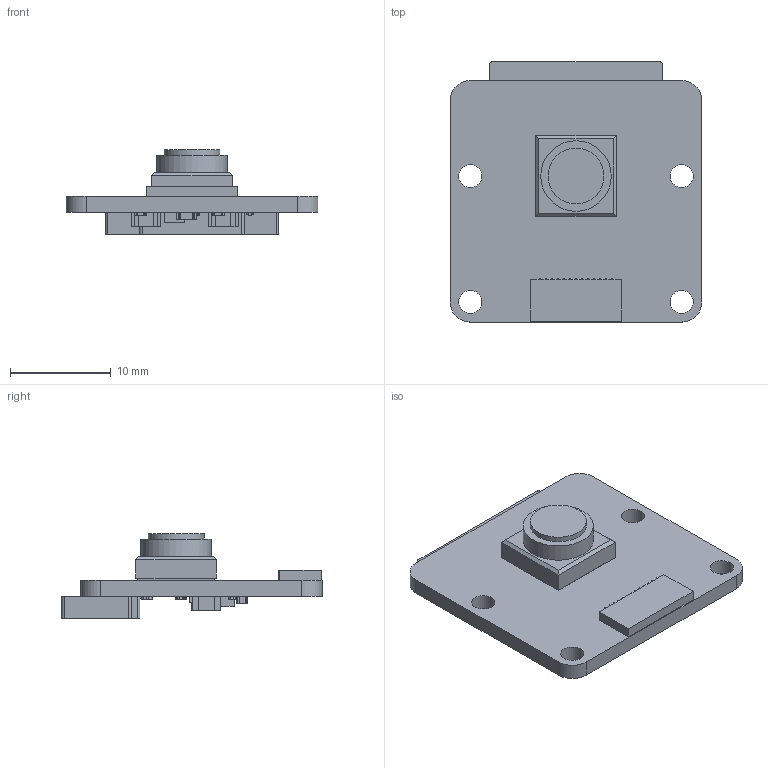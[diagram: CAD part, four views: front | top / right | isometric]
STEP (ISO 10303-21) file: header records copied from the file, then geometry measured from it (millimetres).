
FILE_DESCRIPTION(('FreeCAD Model'),'2;1');
FILE_NAME( 'CXD5602PWBCAM1_20220419.stp', '2022-04-19T16:02:55',('Author'),(''), 'Open CASCADE STEP processor 7.0','FreeCAD','Unknown');
FILE_SCHEMA(('AUTOMOTIVE_DESIGN { 1 0 10303 214 1 1 1 1 }'));
Length unit declared in the file: millimetre
Products named in the file (55): ASSEMBLY; 148275521-std_001; 124072191-std_005; 124067991-std_004; 111877311-std_002; 184476711-std_001; 111877311-std_004; 672076001-std_001; 124072191-std_004; 124072191-std_006; 124067991-std_001; 124067991-std_003; SOLID; 20191003_camera_lens_001; 124067991-std_002; 124072191-std_008; 111817311-std_001; COMPOUND; 672425501-std_001; 111817311-std_003; 672318801-std_001; 124072191-std_001; 124072191-std_003; 124072191-std_007; 111877311-std_003; 111817311-std_002; 111877311-std_001; 111817311-std_004; 148278211-std_001; 124072191-std_002; 111816811-std_002; 111816811-std_004; 111816811-std_005; 111816811-std_008; 111816811-std_010; 111816811-std_012; 111816811-std_003; 111816811-std_006; 111816811-std_001; 111816811-std_007 ...
Assembly tree (54 placements, depth 2):
  ASSEMBLY
    148275521-std_001
    124072191-std_005
    124067991-std_004
    111877311-std_002
    184476711-std_001
    111877311-std_004
    672076001-std_001
    124072191-std_004
    124072191-std_006
    124067991-std_001
    124067991-std_003
    SOLID
    20191003_camera_lens_001
    124067991-std_002
    124072191-std_008
    111817311-std_001
    COMPOUND
    672425501-std_001
    111817311-std_003
    672318801-std_001
    124072191-std_001
    124072191-std_003
    124072191-std_007
    111877311-std_003
    111817311-std_002
    111877311-std_001
    111817311-std_004
    148278211-std_001
    124072191-std_002
    111816811-std_002
    111816811-std_004
    111816811-std_005
    111816811-std_008
    111816811-std_010
    111816811-std_012
    111816811-std_003
    111816811-std_006
    111816811-std_001
    111816811-std_007
    111816811-std_009
    111816811-std_011
    111816811-std_013
    111816811-std_014
    111816811-std_015
    111816811-std_016
    111816811-std_017
    111816811-std_018
    111898411-std_004
    111898411-std_001
    111816811-std_019
    111816811-std_020
    111898411-std_002
    111898411-std_003
    COMPOUND006
Bounding box: 25 x 25.85 x 8.43 mm (x, y, z)
Volume: 1507.5 mm3; surface area: 2320.6 mm2
Topology: 54 solids, 54 shells, 582 faces, 1412 edges, 940 vertices
Faces by surface type: plane 442, cylinder 140
Full cylindrical faces by diameter (mm): 2.3 x4, 5.55 x1, 7 x1
Entity records: 37645 total; most frequent: CARTESIAN_POINT 5921, DIRECTION 5779, LINE 3666, VECTOR 3666, ORIENTED_EDGE 2824, PCURVE 2824, DEFINITIONAL_REPRESENTATION 2824, EDGE_CURVE 1412
